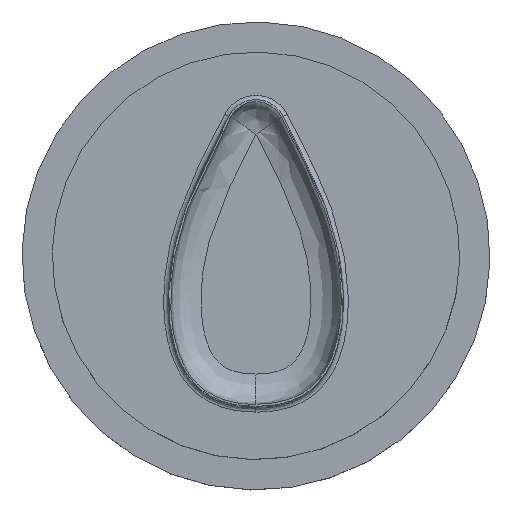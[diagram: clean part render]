
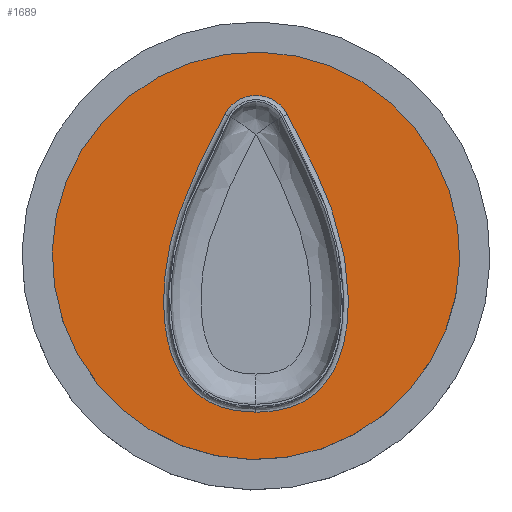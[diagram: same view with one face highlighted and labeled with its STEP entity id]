
A CAD part, top view. The second image highlights one B-rep face of the part: STEP entity #1689.
In plain terms, the highlighted planar face has unit normal (0, 0, 1).
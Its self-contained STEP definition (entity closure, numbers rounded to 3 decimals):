
#1387=CARTESIAN_POINT('Vertex',(-17.727,-9.684,-43.3)) ;
#1390=CARTESIAN_POINT('Axis2P3D Location',(0.,0.,-43.3)) ;
#1394=CARTESIAN_POINT('Vertex',(17.727,9.684,-43.3)) ;
#1409=CARTESIAN_POINT('Axis2P3D Location',(0.,0.,-43.3)) ;
#1600=CARTESIAN_POINT('Axis2P3D Location',(-20.2,0.,-43.3)) ;
#1610=CARTESIAN_POINT('Control Point',(3.109,14.017,-43.3)) ;
#1611=CARTESIAN_POINT('Control Point',(3.327,13.595,-43.3)) ;
#1612=CARTESIAN_POINT('Control Point',(3.545,13.174,-43.3)) ;
#1613=CARTESIAN_POINT('Control Point',(3.762,12.754,-43.3)) ;
#1614=CARTESIAN_POINT('Control Point',(4.195,11.915,-43.3)) ;
#1615=CARTESIAN_POINT('Control Point',(4.623,11.077,-43.3)) ;
#1616=CARTESIAN_POINT('Control Point',(4.835,10.657,-43.3)) ;
#1617=CARTESIAN_POINT('Control Point',(5.605,9.121,-43.3)) ;
#1618=CARTESIAN_POINT('Control Point',(6.34,7.565,-43.3)) ;
#1619=CARTESIAN_POINT('Control Point',(6.844,6.414,-43.3)) ;
#1620=CARTESIAN_POINT('Control Point',(7.679,4.266,-43.3)) ;
#1621=CARTESIAN_POINT('Control Point',(8.332,2.001,-43.3)) ;
#1622=CARTESIAN_POINT('Control Point',(8.58,0.965,-43.3)) ;
#1623=CARTESIAN_POINT('Control Point',(9.036,-1.434,-43.3)) ;
#1624=CARTESIAN_POINT('Control Point',(9.215,-3.905,-43.3)) ;
#1625=CARTESIAN_POINT('Control Point',(9.216,-5.298,-43.3)) ;
#1626=CARTESIAN_POINT('Control Point',(9.044,-7.412,-43.3)) ;
#1627=CARTESIAN_POINT('Control Point',(8.532,-9.417,-43.3)) ;
#1628=CARTESIAN_POINT('Control Point',(8.309,-10.095,-43.3)) ;
#1629=CARTESIAN_POINT('Control Point',(7.813,-11.273,-43.3)) ;
#1630=CARTESIAN_POINT('Control Point',(7.136,-12.332,-43.3)) ;
#1631=CARTESIAN_POINT('Control Point',(6.794,-12.776,-43.3)) ;
#1632=CARTESIAN_POINT('Control Point',(5.986,-13.642,-43.3)) ;
#1633=CARTESIAN_POINT('Control Point',(5.012,-14.325,-43.3)) ;
#1634=CARTESIAN_POINT('Control Point',(4.456,-14.628,-43.3)) ;
#1635=CARTESIAN_POINT('Control Point',(3.288,-15.111,-43.3)) ;
#1636=CARTESIAN_POINT('Control Point',(2.011,-15.379,-43.3)) ;
#1637=CARTESIAN_POINT('Control Point',(1.36,-15.462,-43.3)) ;
#1638=CARTESIAN_POINT('Control Point',(0.691,-15.501,-43.3)) ;
#1639=CARTESIAN_POINT('Control Point',(0.01,-15.5,-43.3)) ;
#1640=CARTESIAN_POINT('Control Point',(0.007,-15.5,-43.3)) ;
#1641=CARTESIAN_POINT('Control Point',(0.003,-15.5,-43.3)) ;
#1642=CARTESIAN_POINT('Control Point',(0.,-15.5,-43.3)) ;
#1643=CARTESIAN_POINT('Vertex',(3.109,14.017,-43.3)) ;
#1645=CARTESIAN_POINT('Vertex',(0.,-15.5,-43.3)) ;
#1649=CARTESIAN_POINT('Control Point',(0.,-15.5,-43.3)) ;
#1650=CARTESIAN_POINT('Control Point',(-0.559,-15.501,-43.3)) ;
#1651=CARTESIAN_POINT('Control Point',(-1.109,-15.475,-43.3)) ;
#1652=CARTESIAN_POINT('Control Point',(-1.65,-15.421,-43.3)) ;
#1653=CARTESIAN_POINT('Control Point',(-2.832,-15.226,-43.3)) ;
#1654=CARTESIAN_POINT('Control Point',(-3.935,-14.858,-43.3)) ;
#1655=CARTESIAN_POINT('Control Point',(-4.514,-14.599,-43.3)) ;
#1656=CARTESIAN_POINT('Control Point',(-5.525,-14.005,-43.3)) ;
#1657=CARTESIAN_POINT('Control Point',(-6.385,-13.225,-43.3)) ;
#1658=CARTESIAN_POINT('Control Point',(-6.748,-12.826,-43.3)) ;
#1659=CARTESIAN_POINT('Control Point',(-7.472,-11.872,-43.3)) ;
#1660=CARTESIAN_POINT('Control Point',(-8.024,-10.791,-43.3)) ;
#1661=CARTESIAN_POINT('Control Point',(-8.277,-10.168,-43.3)) ;
#1662=CARTESIAN_POINT('Control Point',(-8.885,-8.298,-43.3)) ;
#1663=CARTESIAN_POINT('Control Point',(-9.155,-6.294,-43.3)) ;
#1664=CARTESIAN_POINT('Control Point',(-9.217,-4.959,-43.3)) ;
#1665=CARTESIAN_POINT('Control Point',(-9.143,-2.198,-43.3)) ;
#1666=CARTESIAN_POINT('Control Point',(-8.701,0.501,-43.3)) ;
#1667=CARTESIAN_POINT('Control Point',(-8.389,1.861,-43.3)) ;
#1668=CARTESIAN_POINT('Control Point',(-7.562,4.68,-43.3)) ;
#1669=CARTESIAN_POINT('Control Point',(-6.467,7.32,-43.3)) ;
#1670=CARTESIAN_POINT('Control Point',(-5.831,8.673,-43.3)) ;
#1671=CARTESIAN_POINT('Control Point',(-4.9,10.545,-43.3)) ;
#1672=CARTESIAN_POINT('Control Point',(-3.939,12.412,-43.3)) ;
#1673=CARTESIAN_POINT('Control Point',(-3.663,12.946,-43.3)) ;
#1674=CARTESIAN_POINT('Control Point',(-3.387,13.48,-43.3)) ;
#1675=CARTESIAN_POINT('Control Point',(-3.109,14.017,-43.3)) ;
#1676=CARTESIAN_POINT('Vertex',(-3.109,14.017,-43.3)) ;
#1679=CARTESIAN_POINT('Axis2P3D Location',(0.,12.41,-43.3)) ;
#1391=DIRECTION('Axis2P3D Direction',(0.,0.,1.)) ;
#1410=DIRECTION('Axis2P3D Direction',(0.,0.,1.)) ;
#1601=DIRECTION('Axis2P3D Direction',(0.,0.,1.)) ;
#1602=DIRECTION('Axis2P3D XDirection',(1.,0.,0.)) ;
#1680=DIRECTION('Axis2P3D Direction',(0.,0.,1.)) ;
#1392=AXIS2_PLACEMENT_3D('Circle Axis2P3D',#1390,#1391,$) ;
#1411=AXIS2_PLACEMENT_3D('Circle Axis2P3D',#1409,#1410,$) ;
#1603=AXIS2_PLACEMENT_3D('Plane Axis2P3D',#1600,#1601,#1602) ;
#1681=AXIS2_PLACEMENT_3D('Circle Axis2P3D',#1679,#1680,$) ;
#1606=ORIENTED_EDGE('',*,*,#1396,.T.) ;
#1607=ORIENTED_EDGE('',*,*,#1413,.T.) ;
#1685=ORIENTED_EDGE('',*,*,#1647,.T.) ;
#1686=ORIENTED_EDGE('',*,*,#1678,.T.) ;
#1687=ORIENTED_EDGE('',*,*,#1683,.T.) ;
#1688=FACE_BOUND('',#1684,.T.) ;
#1689=ADVANCED_FACE('Corps principal',(#1608,#1688),#1604,.T.) ;
#1609=B_SPLINE_CURVE_WITH_KNOTS('',5,(#1610,#1611,#1612,#1613,#1614,#1615,#1616,#1617,#1618,#1619,#1620,#1621,#1622,#1623,#1624,#1625,#1626,#1627,#1628,#1629,#1630,#1631,#1632,#1633,#1634,#1635,#1636,#1637,#1638,#1639,#1640,#1641,#1642),.UNSPECIFIED.,.F.,.U.,(6,3,3,3,3,3,3,3,3,3,6),(22.231,25.615,28.998,37.98,45.242,54.453,59.344,63.305,67.729,72.048,72.069),.UNSPECIFIED.) ;
#1648=B_SPLINE_CURVE_WITH_KNOTS('',5,(#1649,#1650,#1651,#1652,#1653,#1654,#1655,#1656,#1657,#1658,#1659,#1660,#1661,#1662,#1663,#1664,#1665,#1666,#1667,#1668,#1669,#1670,#1671,#1672,#1673,#1674,#1675),.UNSPECIFIED.,.F.,.U.,(6,3,3,3,3,3,3,3,6),(0.001,3.562,7.961,11.782,16.43,25.288,34.766,45.545,49.844),.UNSPECIFIED.) ;
#1393=CIRCLE('generated circle',#1392,20.2) ;
#1412=CIRCLE('generated circle',#1411,20.2) ;
#1682=CIRCLE('generated circle',#1681,3.5) ;
#1396=EDGE_CURVE('',#1395,#1388,#1393,.T.) ;
#1413=EDGE_CURVE('',#1388,#1395,#1412,.T.) ;
#1647=EDGE_CURVE('',#1644,#1646,#1609,.T.) ;
#1678=EDGE_CURVE('',#1646,#1677,#1648,.T.) ;
#1683=EDGE_CURVE('',#1677,#1644,#1682,.F.) ;
#1605=EDGE_LOOP('',(#1606,#1607)) ;
#1684=EDGE_LOOP('',(#1685,#1686,#1687)) ;
#1608=FACE_OUTER_BOUND('',#1605,.T.) ;
#1604=PLANE('Plane',#1603) ;
#1388=VERTEX_POINT('',#1387) ;
#1395=VERTEX_POINT('',#1394) ;
#1644=VERTEX_POINT('',#1643) ;
#1646=VERTEX_POINT('',#1645) ;
#1677=VERTEX_POINT('',#1676) ;
